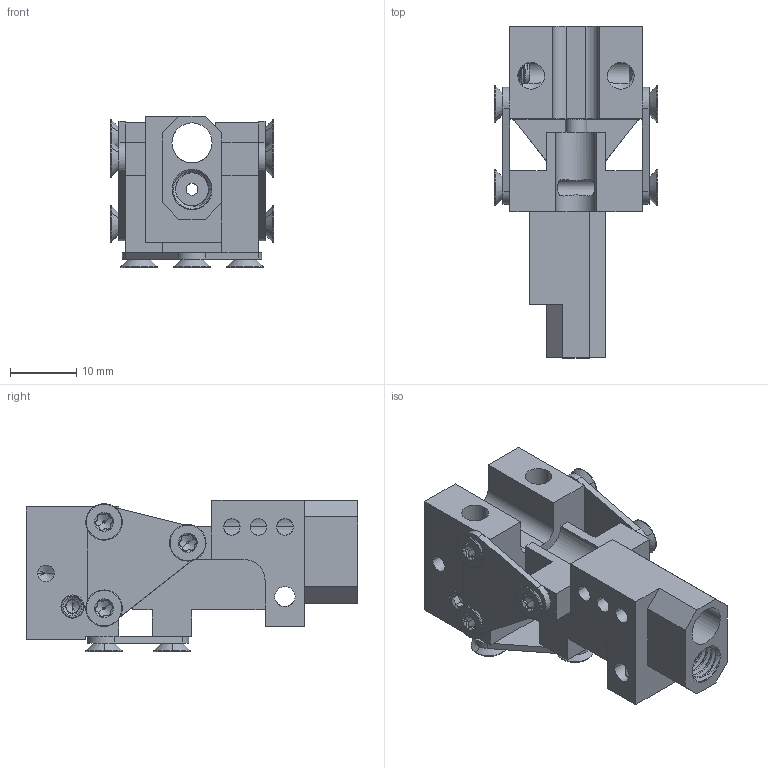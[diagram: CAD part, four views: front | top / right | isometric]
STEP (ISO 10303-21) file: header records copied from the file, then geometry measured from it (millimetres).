
FILE_DESCRIPTION((''),'2;1');
FILE_NAME('V9_2_ASM');
Products named in the file (1): V9_2_ASM
Bounding box: 24.6 x 50 x 22.8 mm (x, y, z)
Volume: 9114.3 mm3; surface area: 7988.7 mm2
Topology: 1 solids, 5 shells, 708 faces, 2140 edges, 1401 vertices
Faces by surface type: cylinder 268, cone 144, plane 126, torus 74, extrusion 54, bspline 42
Entity records: 62118 total; most frequent: CARTESIAN_POINT 44859, ORIENTED_EDGE 4228, DIRECTION 2697, EDGE_CURVE 2114, VERTEX_POINT 1401, B_SPLINE_CURVE_WITH_KNOTS 1163, AXIS2_PLACEMENT_3D 1026, EDGE_LOOP 755
